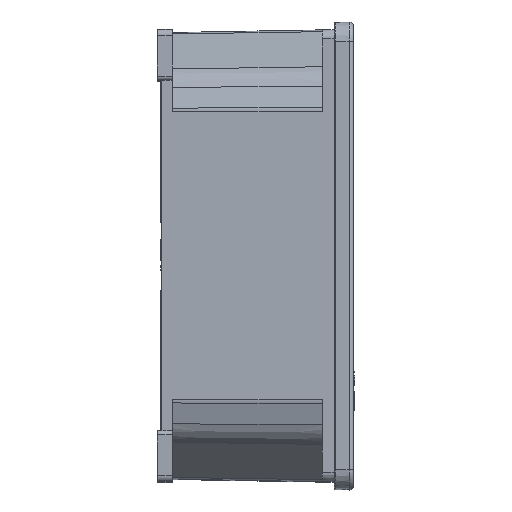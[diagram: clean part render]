
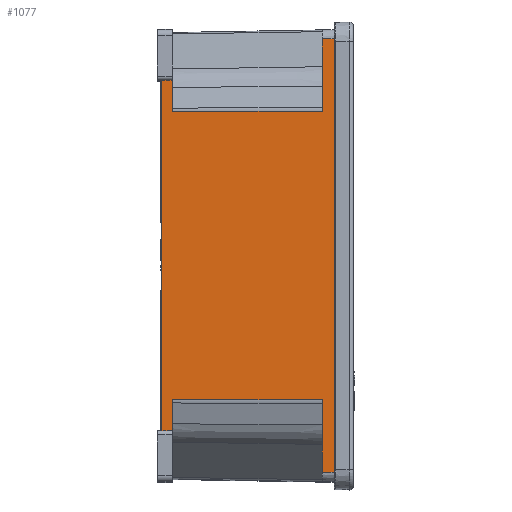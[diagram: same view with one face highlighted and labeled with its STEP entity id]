
A CAD part, top view. The second image highlights one B-rep face of the part: STEP entity #1077.
In plain terms, the highlighted face is planar.
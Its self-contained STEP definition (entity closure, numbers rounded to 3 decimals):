
#1077 = ADVANCED_FACE( '', ( #2375 ), #2376, .F. );
#2375 = FACE_OUTER_BOUND( '', #3896, .T. );
#2376 = PLANE( '', #3897 );
#3896 = EDGE_LOOP( '', ( #7014, #7015, #7016, #7017, #7018, #7019, #7020, #7021, #7022, #7023, #7024, #7025, #7026, #7027, #7028, #7029 ) );
#3897 = AXIS2_PLACEMENT_3D( '', #7030, #7031, #7032 );
#7014 = ORIENTED_EDGE( '', *, *, #10254, .F. );
#7015 = ORIENTED_EDGE( '', *, *, #9926, .F. );
#7016 = ORIENTED_EDGE( '', *, *, #10255, .F. );
#7017 = ORIENTED_EDGE( '', *, *, #10256, .T. );
#7018 = ORIENTED_EDGE( '', *, *, #10257, .F. );
#7019 = ORIENTED_EDGE( '', *, *, #9603, .F. );
#7020 = ORIENTED_EDGE( '', *, *, #9306, .F. );
#7021 = ORIENTED_EDGE( '', *, *, #10258, .F. );
#7022 = ORIENTED_EDGE( '', *, *, #9831, .T. );
#7023 = ORIENTED_EDGE( '', *, *, #9100, .F. );
#7024 = ORIENTED_EDGE( '', *, *, #9869, .T. );
#7025 = ORIENTED_EDGE( '', *, *, #10259, .T. );
#7026 = ORIENTED_EDGE( '', *, *, #10260, .T. );
#7027 = ORIENTED_EDGE( '', *, *, #10261, .F. );
#7028 = ORIENTED_EDGE( '', *, *, #10262, .F. );
#7029 = ORIENTED_EDGE( '', *, *, #10263, .T. );
#7030 = CARTESIAN_POINT( '', ( 2., -122.08, 101.08 ) );
#7031 = DIRECTION( '', ( 0.017, 1., 0. ) );
#7032 = DIRECTION( '', ( -1., 0.017, 0. ) );
#9100 = EDGE_CURVE( '', #10929, #10931, #10932, .T. );
#9306 = EDGE_CURVE( '', #11284, #11280, #11286, .T. );
#9603 = EDGE_CURVE( '', #11280, #11778, #11779, .T. );
#9831 = EDGE_CURVE( '', #12141, #10931, #12142, .T. );
#9869 = EDGE_CURVE( '', #10929, #12196, #12198, .T. );
#9926 = EDGE_CURVE( '', #12281, #12283, #12284, .T. );
#10254 = EDGE_CURVE( '', #12283, #12753, #12754, .F. );
#10255 = EDGE_CURVE( '', #12755, #12281, #12756, .T. );
#10256 = EDGE_CURVE( '', #12755, #12757, #12758, .T. );
#10257 = EDGE_CURVE( '', #11778, #12757, #12759, .T. );
#10258 = EDGE_CURVE( '', #12141, #11284, #12760, .T. );
#10259 = EDGE_CURVE( '', #12196, #12761, #12762, .T. );
#10260 = EDGE_CURVE( '', #12761, #12763, #12764, .T. );
#10261 = EDGE_CURVE( '', #12765, #12763, #12766, .T. );
#10262 = EDGE_CURVE( '', #12767, #12765, #12768, .F. );
#10263 = EDGE_CURVE( '', #12767, #12753, #12769, .T. );
#10929 = VERTEX_POINT( '', #13584 );
#10931 = VERTEX_POINT( '', #13586 );
#10932 = LINE( '', #13587, #13588 );
#11280 = VERTEX_POINT( '', #14036 );
#11284 = VERTEX_POINT( '', #14041 );
#11286 = LINE( '', #14043, #14044 );
#11778 = VERTEX_POINT( '', #14710 );
#11779 = LINE( '', #14711, #14712 );
#12141 = VERTEX_POINT( '', #15198 );
#12142 = LINE( '', #15199, #15200 );
#12196 = VERTEX_POINT( '', #15271 );
#12198 = LINE( '', #15273, #15274 );
#12281 = VERTEX_POINT( '', #15383 );
#12283 = VERTEX_POINT( '', #15385 );
#12284 = LINE( '', #15386, #15387 );
#12753 = VERTEX_POINT( '', #16014 );
#12754 = ELLIPSE( '', #16015, 114.597, 2. );
#12755 = VERTEX_POINT( '', #16016 );
#12756 = LINE( '', #16017, #16018 );
#12757 = VERTEX_POINT( '', #16019 );
#12758 = LINE( '', #16020, #16021 );
#12759 = LINE( '', #16022, #16023 );
#12760 = LINE( '', #16024, #16025 );
#12761 = VERTEX_POINT( '', #16026 );
#12762 = LINE( '', #16027, #16028 );
#12763 = VERTEX_POINT( '', #16029 );
#12764 = LINE( '', #16030, #16031 );
#12765 = VERTEX_POINT( '', #16032 );
#12766 = LINE( '', #16033, #16034 );
#12767 = VERTEX_POINT( '', #16035 );
#12768 = ELLIPSE( '', #16036, 114.597, 2. );
#12769 = LINE( '', #16037, #16038 );
#13584 = CARTESIAN_POINT( '', ( 84., -123.511, 101.08 ) );
#13586 = CARTESIAN_POINT( '', ( 84., -123.511, 67.265 ) );
#13587 = CARTESIAN_POINT( '', ( 84., -123.511, 101.08 ) );
#13588 = VECTOR( '', #16875, 1000. );
#14036 = CARTESIAN_POINT( '', ( 84., -123.511, -67.265 ) );
#14041 = CARTESIAN_POINT( '', ( 85.5, -123.537, -67.265 ) );
#14043 = CARTESIAN_POINT( '', ( 2., -122.08, -67.265 ) );
#14044 = VECTOR( '', #17163, 1000. );
#14710 = CARTESIAN_POINT( '', ( 84., -123.511, -101.08 ) );
#14711 = CARTESIAN_POINT( '', ( 84., -123.511, 101.08 ) );
#14712 = VECTOR( '', #17509, 1000. );
#15198 = CARTESIAN_POINT( '', ( 85.5, -123.537, 67.265 ) );
#15199 = CARTESIAN_POINT( '', ( 2., -122.08, 67.265 ) );
#15200 = VECTOR( '', #17820, 1000. );
#15271 = CARTESIAN_POINT( '', ( 77., -123.389, 101.08 ) );
#15273 = CARTESIAN_POINT( '', ( 2., -122.08, 101.08 ) );
#15274 = VECTOR( '', #17877, 1000. );
#15383 = CARTESIAN_POINT( '', ( 7., -122.167, -67.265 ) );
#15385 = CARTESIAN_POINT( '', ( 7., -122.167, -81.801 ) );
#15386 = CARTESIAN_POINT( '', ( 7., -122.167, 101.08 ) );
#15387 = VECTOR( '', #17952, 1000. );
#16014 = CARTESIAN_POINT( '', ( 2., -122.08, -81.766 ) );
#16015 = AXIS2_PLACEMENT_3D( '', #18369, #18370, #18371 );
#16016 = CARTESIAN_POINT( '', ( 77., -123.389, -67.265 ) );
#16017 = CARTESIAN_POINT( '', ( 2., -122.08, -67.265 ) );
#16018 = VECTOR( '', #18372, 1000. );
#16019 = CARTESIAN_POINT( '', ( 77., -123.389, -101.08 ) );
#16020 = CARTESIAN_POINT( '', ( 77., -123.389, 101.08 ) );
#16021 = VECTOR( '', #18373, 1000. );
#16022 = CARTESIAN_POINT( '', ( 2., -122.08, -101.08 ) );
#16023 = VECTOR( '', #18374, 1000. );
#16024 = CARTESIAN_POINT( '', ( 85.5, -123.537, 67.265 ) );
#16025 = VECTOR( '', #18375, 1000. );
#16026 = CARTESIAN_POINT( '', ( 77., -123.389, 67.265 ) );
#16027 = CARTESIAN_POINT( '', ( 77., -123.389, 101.08 ) );
#16028 = VECTOR( '', #18376, 1000. );
#16029 = CARTESIAN_POINT( '', ( 7., -122.167, 67.265 ) );
#16030 = CARTESIAN_POINT( '', ( 2., -122.08, 67.265 ) );
#16031 = VECTOR( '', #18377, 1000. );
#16032 = CARTESIAN_POINT( '', ( 7., -122.167, 81.801 ) );
#16033 = CARTESIAN_POINT( '', ( 7., -122.167, 101.08 ) );
#16034 = VECTOR( '', #18378, 1000. );
#16035 = CARTESIAN_POINT( '', ( 2., -122.08, 81.766 ) );
#16036 = AXIS2_PLACEMENT_3D( '', #18379, #18380, #18381 );
#16037 = CARTESIAN_POINT( '', ( 2., -122.08, 67.265 ) );
#16038 = VECTOR( '', #18382, 1000. );
#16875 = DIRECTION( '', ( 0., 0., -1. ) );
#17163 = DIRECTION( '', ( -1., 0.017, 0. ) );
#17509 = DIRECTION( '', ( 0., 0., -1. ) );
#17820 = DIRECTION( '', ( -1., 0.017, 0. ) );
#17877 = DIRECTION( '', ( -1., 0.017, 0. ) );
#17952 = DIRECTION( '', ( 0., 0., -1. ) );
#18369 = CARTESIAN_POINT( '', ( -38.03, -121.381, -83.64 ) );
#18370 = DIRECTION( '', ( 0.017, 1., 0. ) );
#18371 = DIRECTION( '', ( -1., 0.017, 0. ) );
#18372 = DIRECTION( '', ( -1., 0.017, 0. ) );
#18373 = DIRECTION( '', ( 0., 0., -1. ) );
#18374 = DIRECTION( '', ( -1., 0.017, 0. ) );
#18375 = DIRECTION( '', ( 0., 0., -1. ) );
#18376 = DIRECTION( '', ( 0., 0., -1. ) );
#18377 = DIRECTION( '', ( -1., 0.017, 0. ) );
#18378 = DIRECTION( '', ( 0., 0., -1. ) );
#18379 = CARTESIAN_POINT( '', ( -38.03, -121.381, 83.64 ) );
#18380 = DIRECTION( '', ( 0.017, 1., 0. ) );
#18381 = DIRECTION( '', ( -1., 0.017, 0. ) );
#18382 = DIRECTION( '', ( 0., 0., -1. ) );
